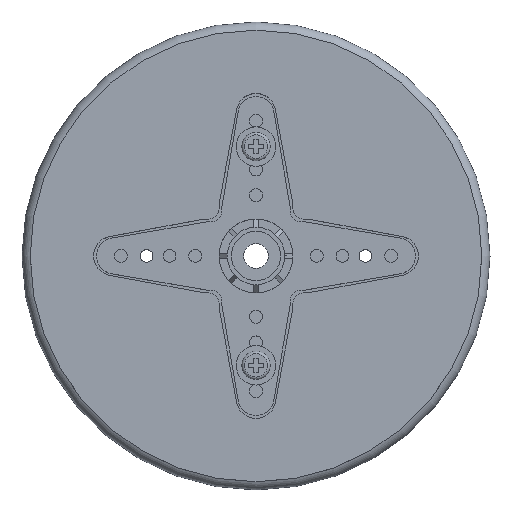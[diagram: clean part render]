
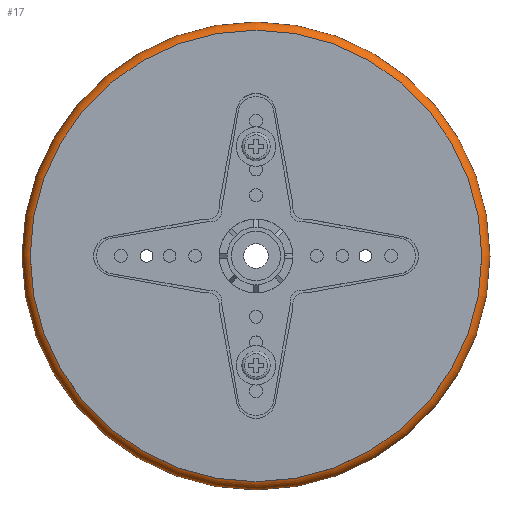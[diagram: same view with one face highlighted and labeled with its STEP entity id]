
A CAD part, top view. The second image highlights one B-rep face of the part: STEP entity #17.
In plain terms, the highlighted toroidal (fillet/blend) face has major radius 27 mm and minor radius 1.5 mm.
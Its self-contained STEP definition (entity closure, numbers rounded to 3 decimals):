
#17 = ADVANCED_FACE('',(#18),#22,.T.);
#18 = FACE_BOUND('',#19,.F.);
#19 = VERTEX_LOOP('',#20);
#20 = VERTEX_POINT('',#21);
#21 = CARTESIAN_POINT('',(28.5,0.,0.));
#22 = TOROIDAL_SURFACE('',#23,27.,1.5);
#23 = AXIS2_PLACEMENT_3D('',#24,#25,#26);
#24 = CARTESIAN_POINT('',(0.,0.,0.));
#25 = DIRECTION('',(-0.,-0.,-1.));
#26 = DIRECTION('',(1.,0.,0.));
